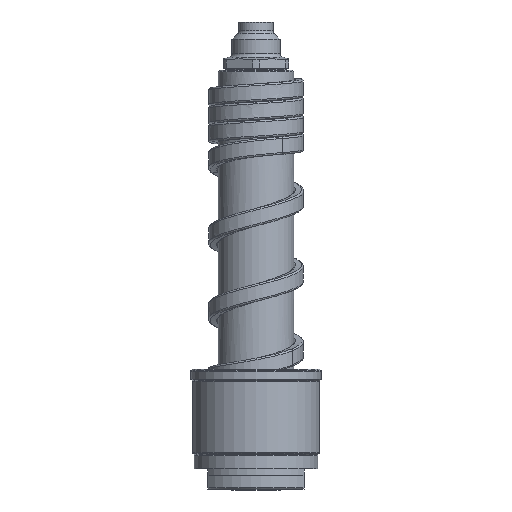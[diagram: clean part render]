
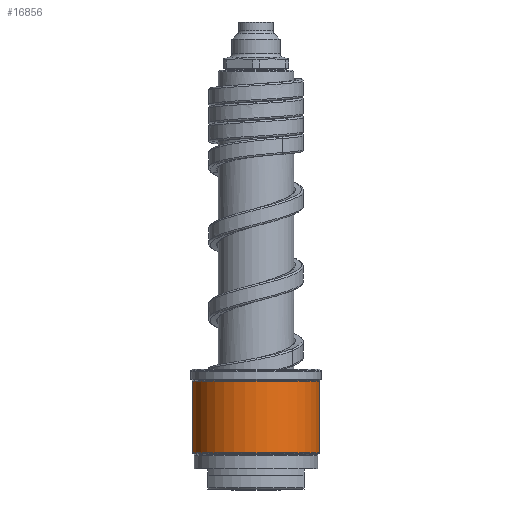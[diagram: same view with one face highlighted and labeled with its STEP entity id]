
A CAD part, front view. The second image highlights one B-rep face of the part: STEP entity #16856.
In plain terms, the highlighted cylindrical face has radius 18.5 mm (diameter 37 mm), a partial arc.
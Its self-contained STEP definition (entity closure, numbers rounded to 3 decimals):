
#6353=CARTESIAN_POINT('',(0.,0.,10.583));
#6354=DIRECTION('',(0.,0.,1.));
#6355=DIRECTION('',(-1.,0.,0.));
#6356=AXIS2_PLACEMENT_3D('',#6353,#6354,#6355);
#6358=DIRECTION('',(0.,0.,-1.));
#6359=VECTOR('',#6358,20.834);
#6360=CARTESIAN_POINT('',(-18.5,0.,31.417));
#6361=LINE('',#6360,#6359);
#6362=CARTESIAN_POINT('',(0.,0.,31.417));
#6363=DIRECTION('',(0.,0.,1.));
#6364=DIRECTION('',(-1.,0.,0.));
#6365=AXIS2_PLACEMENT_3D('',#6362,#6363,#6364);
#6367=DIRECTION('',(0.,0.,-1.));
#6368=VECTOR('',#6367,20.834);
#6369=CARTESIAN_POINT('',(18.5,0.,31.417));
#6370=LINE('',#6369,#6368);
#6695=CARTESIAN_POINT('',(18.5,0.,31.417));
#6696=CARTESIAN_POINT('',(-18.5,0.,31.417));
#6697=VERTEX_POINT('',#6695);
#6698=VERTEX_POINT('',#6696);
#6721=CARTESIAN_POINT('',(18.5,0.,10.583));
#6722=VERTEX_POINT('',#6721);
#6723=CARTESIAN_POINT('',(-18.5,0.,10.583));
#6724=VERTEX_POINT('',#6723);
#16844=CARTESIAN_POINT('',(0.,0.,8.75));
#16845=DIRECTION('',(0.,0.,1.));
#16846=DIRECTION('',(-1.,0.,0.));
#16847=AXIS2_PLACEMENT_3D('',#16844,#16845,#16846);
#16848=CYLINDRICAL_SURFACE('',#16847,18.5);
#16849=ORIENTED_EDGE('',*,*,#15073,.F.);
#16850=ORIENTED_EDGE('',*,*,#15054,.F.);
#16852=ORIENTED_EDGE('',*,*,#16851,.T.);
#16853=ORIENTED_EDGE('',*,*,#15050,.T.);
#16854=EDGE_LOOP('',(#16849,#16850,#16852,#16853));
#16855=FACE_OUTER_BOUND('',#16854,.F.);
#6357=CIRCLE('',#6356,18.5);
#6366=CIRCLE('',#6365,18.5);
#15050=EDGE_CURVE('',#6697,#6722,#6370,.T.);
#15054=EDGE_CURVE('',#6698,#6724,#6361,.T.);
#15073=EDGE_CURVE('',#6724,#6722,#6357,.T.);
#16851=EDGE_CURVE('',#6698,#6697,#6366,.T.);
#16856=ADVANCED_FACE('',(#16855),#16848,.T.);
